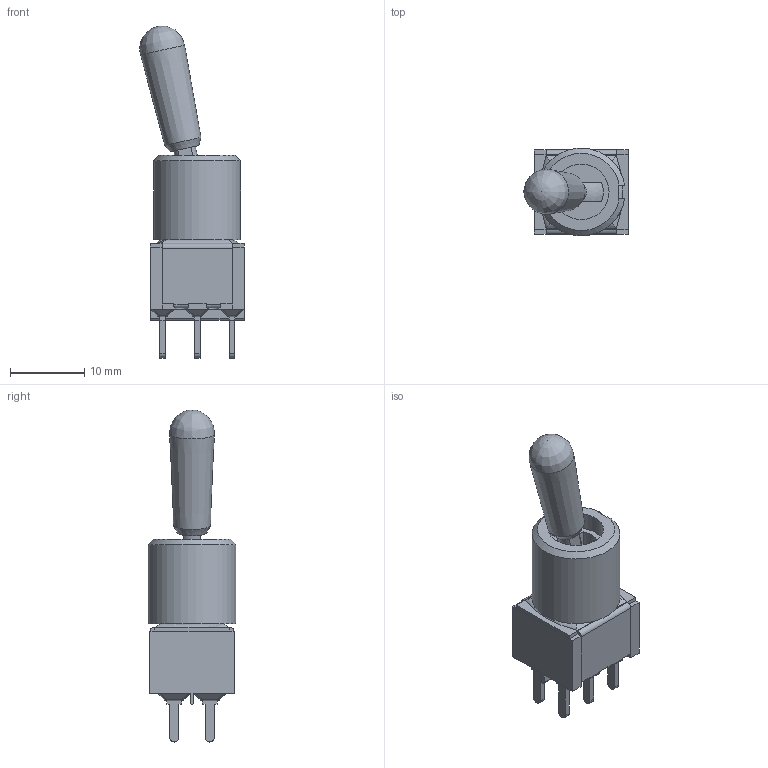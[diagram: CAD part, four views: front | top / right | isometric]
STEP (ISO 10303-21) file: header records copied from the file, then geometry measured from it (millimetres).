
FILE_DESCRIPTION(/* description */ (''),/* implementation_level */ '2;1');
FILE_NAME(/* name */ '100DPxT8B13M2xE.stp',/* time_stamp */ '2024-01-08T14:20:25-06:00',/* author */ ('mwilliams'),/* organization */ (''),/* preprocessor_version */ 'ST-DEVELOPER v18.1',/* originating_system */ 'Autodesk Inventor 2022',/* authorisation */ '');
FILE_SCHEMA (('AUTOMOTIVE_DESIGN { 1 0 10303 214 3 1 1 }'));
Length unit declared in the file: inch
Products named in the file (1): 000024171_Simplify_1
Bounding box: 14.12 x 11.84 x 44.86 mm (x, y, z)
Volume: 2827.3 mm3; surface area: 2245.3 mm2
Topology: 1 solids, 2 shells, 311 faces, 807 edges, 486 vertices
Faces by surface type: plane 202, cylinder 77, sphere 26, cone 3, torus 2, bspline 1
Full cylindrical faces by diameter (mm): 7.5 x3
Entity records: 9266 total; most frequent: CARTESIAN_POINT 1655, DIRECTION 1593, ORIENTED_EDGE 1562, EDGE_CURVE 781, LINE 579, VECTOR 579, AXIS2_PLACEMENT_3D 507, VERTEX_POINT 486
